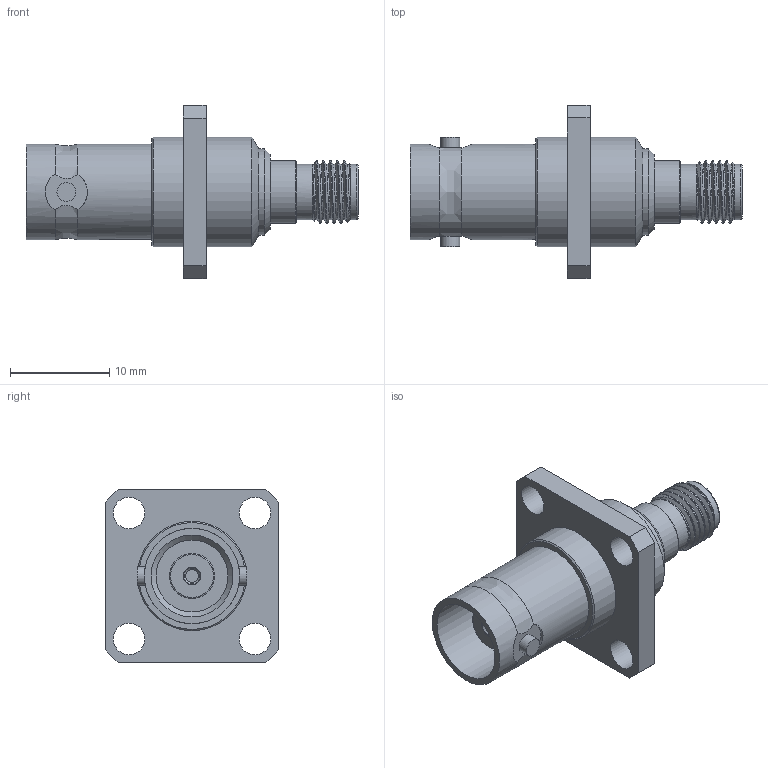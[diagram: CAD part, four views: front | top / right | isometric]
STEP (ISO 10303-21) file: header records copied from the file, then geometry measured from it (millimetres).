
FILE_DESCRIPTION (( 'STEP AP203' ), '1' );
FILE_NAME ('SM4708_3D.step', '2022-10-27T21:59:34', ( '' ), ( '' ), 'SwSTEP 2.0', 'SolidWorks 2021', '' );
FILE_SCHEMA (( 'CONFIG_CONTROL_DESIGN' ));
Length unit declared in the file: inch
Products named in the file (1): SM4708_3D
Bounding box: 33.48 x 17.45 x 17.45 mm (x, y, z)
Volume: 2185.5 mm3; surface area: 2097.7 mm2
Topology: 1 solids, 2 shells, 89 faces, 210 edges, 138 vertices
Faces by surface type: plane 43, cylinder 27, cone 12, bspline 5, torus 2
Full cylindrical faces by diameter (mm): 0.94 x1, 1.194 x1, 1.27 x1, 1.597 x1, 1.778 x1, 1.905 x2, 3.175 x4, 4.572 x2, 5.582 x2, 6.346 x1, 8.255 x1, 8.674 x1, 9.601 x2, 11.024 x2
Entity records: 4302 total; most frequent: CARTESIAN_POINT 2360, DIRECTION 384, ORIENTED_EDGE 336, EDGE_CURVE 168, AXIS2_PLACEMENT_3D 160, EDGE_LOOP 140, VERTEX_POINT 126, FACE_OUTER_BOUND 113
